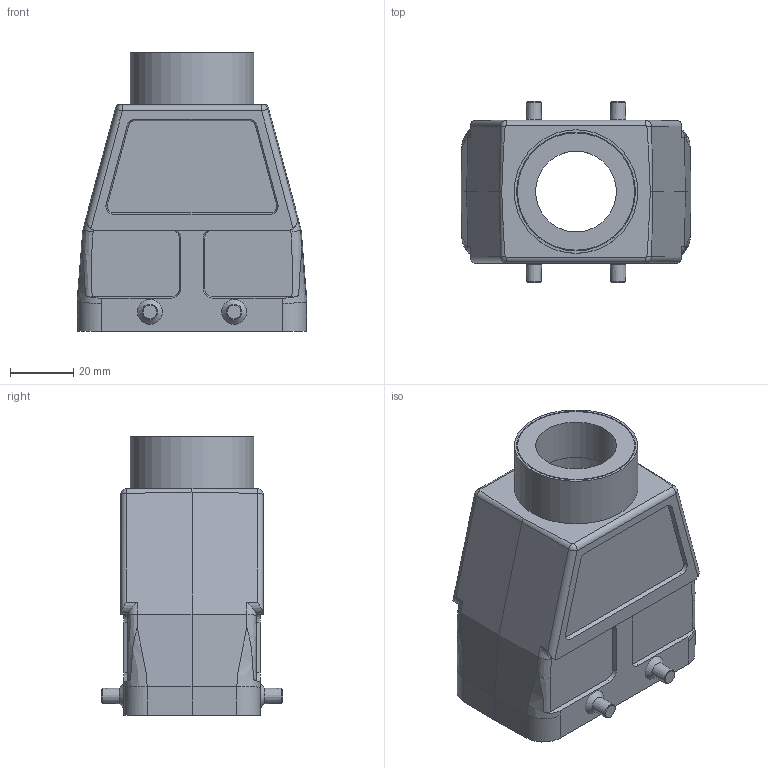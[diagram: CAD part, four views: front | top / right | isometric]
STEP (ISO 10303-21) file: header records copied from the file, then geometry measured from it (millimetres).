
FILE_DESCRIPTION((''),'2;1');
FILE_NAME('05300100462.stp','2020-07-07T13:35:37',('e.eickhoff'),(''),'Autodesk Inventor 2012','Autodesk Inventor 2012','');
FILE_SCHEMA(('AUTOMOTIVE_DESIGN { 1 0 10303 214 1 1 1 1 }'));
Length unit declared in the file: millimetre
Products named in the file (3): 05300100462; M25-PG29 Adapter
Assembly tree (2 placements, depth 2):
  05300100462
    05300100462
    M25-PG29 Adapter
Bounding box: 72.6 x 57.2 x 88.1 mm (x, y, z)
Volume: 69219.6 mm3; surface area: 41316.1 mm2
Topology: 2 solids, 3 shells, 307 faces, 789 edges, 515 vertices
Faces by surface type: plane 176, cylinder 62, cone 40, bspline 19, sphere 8, torus 2
Full cylindrical faces by diameter (mm): 3 x4, 25.5 x1, 32 x1, 35 x1, 35.6 x1, 37 x1, 37.5 x1, 39 x1
Entity records: 11113 total; most frequent: CARTESIAN_POINT 3449, ORIENTED_EDGE 1504, DIRECTION 1453, EDGE_CURVE 752, VERTEX_POINT 507, AXIS2_PLACEMENT_3D 500, VECTOR 453, LINE 453
